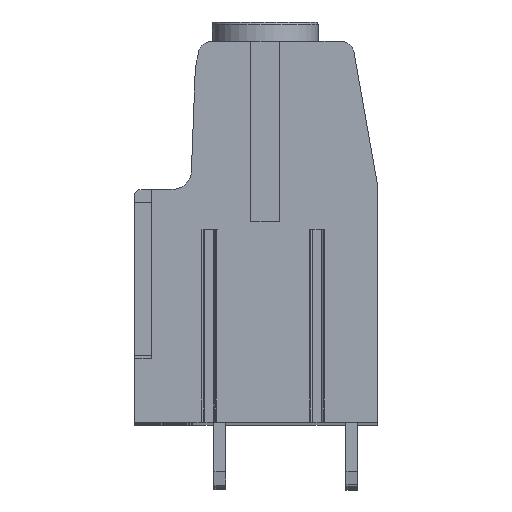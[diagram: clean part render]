
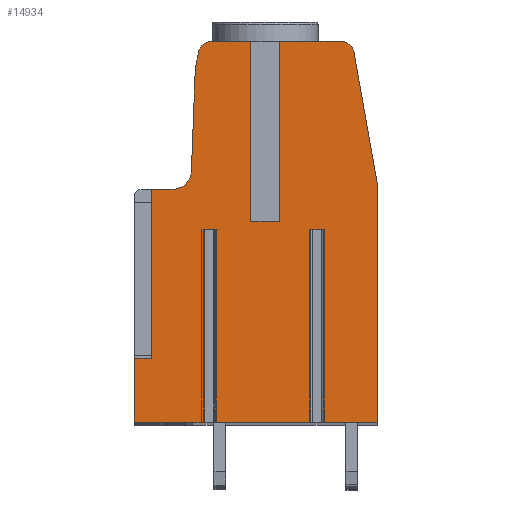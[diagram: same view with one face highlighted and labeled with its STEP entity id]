
A CAD part, top view. The second image highlights one B-rep face of the part: STEP entity #14934.
In plain terms, the highlighted planar face has unit normal (0, 0, 1).
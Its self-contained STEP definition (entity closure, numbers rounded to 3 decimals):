
#16=DIRECTION('',(0.,-1.,0.));
#17=VECTOR('',#16,13.85);
#18=CARTESIAN_POINT('',(1.8,13.9,132.08));
#19=LINE('',#18,#17);
#20=DIRECTION('',(-1.,0.,0.));
#21=VECTOR('',#20,4.762);
#22=CARTESIAN_POINT('',(6.562,13.9,132.08));
#23=LINE('',#22,#21);
#24=CARTESIAN_POINT('',(6.562,12.9,132.08));
#25=DIRECTION('',(0.,0.,1.));
#26=DIRECTION('',(0.985,0.174,0.));
#27=AXIS2_PLACEMENT_3D('',#24,#25,#26);
#29=DIRECTION('',(-0.174,0.985,0.));
#30=VECTOR('',#29,10.381);
#31=CARTESIAN_POINT('',(9.35,2.85,132.08));
#32=LINE('',#31,#30);
#33=DIRECTION('',(0.,1.,0.));
#34=VECTOR('',#33,18.25);
#35=CARTESIAN_POINT('',(9.35,-15.4,132.08));
#36=LINE('',#35,#34);
#37=DIRECTION('',(1.,0.,0.));
#38=VECTOR('',#37,4.173);
#39=CARTESIAN_POINT('',(5.177,-15.4,132.08));
#40=LINE('',#39,#38);
#41=DIRECTION('',(0.,-1.,0.));
#42=VECTOR('',#41,14.8);
#43=CARTESIAN_POINT('',(5.177,-0.6,132.08));
#44=LINE('',#43,#42);
#45=DIRECTION('',(-1.,0.,0.));
#46=VECTOR('',#45,0.955);
#47=CARTESIAN_POINT('',(5.177,-0.6,132.08));
#48=LINE('',#47,#46);
#49=DIRECTION('',(0.,-1.,0.));
#50=VECTOR('',#49,14.8);
#51=CARTESIAN_POINT('',(4.223,-0.6,132.08));
#52=LINE('',#51,#50);
#53=DIRECTION('',(1.,0.,0.));
#54=VECTOR('',#53,7.345);
#55=CARTESIAN_POINT('',(-3.123,-15.4,132.08));
#56=LINE('',#55,#54);
#57=DIRECTION('',(0.,-1.,0.));
#58=VECTOR('',#57,14.8);
#59=CARTESIAN_POINT('',(-3.123,-0.6,132.08));
#60=LINE('',#59,#58);
#61=DIRECTION('',(-1.,0.,0.));
#62=VECTOR('',#61,0.955);
#63=CARTESIAN_POINT('',(-3.123,-0.6,132.08));
#64=LINE('',#63,#62);
#65=DIRECTION('',(0.,-1.,0.));
#66=VECTOR('',#65,14.8);
#67=CARTESIAN_POINT('',(-4.077,-0.6,132.08));
#68=LINE('',#67,#66);
#69=DIRECTION('',(1.,0.,0.));
#70=VECTOR('',#69,5.273);
#71=CARTESIAN_POINT('',(-9.35,-15.4,132.08));
#72=LINE('',#71,#70);
#73=DIRECTION('',(0.,-1.,0.));
#74=VECTOR('',#73,4.9);
#75=CARTESIAN_POINT('',(-9.35,-10.5,132.08));
#76=LINE('',#75,#74);
#77=DIRECTION('',(1.,0.,0.));
#78=VECTOR('',#77,1.3);
#79=CARTESIAN_POINT('',(-9.35,-10.5,132.08));
#80=LINE('',#79,#78);
#81=DIRECTION('',(0.,1.,0.));
#82=VECTOR('',#81,13.);
#83=CARTESIAN_POINT('',(-8.05,-10.5,132.08));
#84=LINE('',#83,#82);
#85=DIRECTION('',(-1.,0.,0.));
#86=VECTOR('',#85,1.578);
#87=CARTESIAN_POINT('',(-6.472,2.5,132.08));
#88=LINE('',#87,#86);
#89=CARTESIAN_POINT('',(-6.472,4.,132.08));
#90=DIRECTION('',(0.,0.,-1.));
#91=DIRECTION('',(0.999,-0.038,0.));
#92=AXIS2_PLACEMENT_3D('',#89,#90,#91);
#94=DIRECTION('',(-0.038,-0.999,0.));
#95=VECTOR('',#94,7.704);
#96=CARTESIAN_POINT('',(-4.681,11.641,132.08));
#97=LINE('',#96,#95);
#98=CARTESIAN_POINT('',(-1.683,11.527,132.08));
#99=DIRECTION('',(0.,0.,1.));
#100=DIRECTION('',(-0.978,0.208,0.));
#101=AXIS2_PLACEMENT_3D('',#98,#99,#100);
#103=DIRECTION('',(-0.208,-0.978,0.));
#104=VECTOR('',#103,0.978);
#105=CARTESIAN_POINT('',(-4.414,13.108,132.08));
#106=LINE('',#105,#104);
#107=CARTESIAN_POINT('',(-3.436,12.9,132.08));
#108=DIRECTION('',(0.,0.,1.));
#109=DIRECTION('',(0.,1.,0.));
#110=AXIS2_PLACEMENT_3D('',#107,#108,#109);
#112=DIRECTION('',(-1.,0.,0.));
#113=VECTOR('',#112,3.036);
#114=CARTESIAN_POINT('',(-0.4,13.9,132.08));
#115=LINE('',#114,#113);
#116=DIRECTION('',(0.,-1.,0.));
#117=VECTOR('',#116,13.85);
#118=CARTESIAN_POINT('',(-0.4,13.9,132.08));
#119=LINE('',#118,#117);
#120=DIRECTION('',(1.,0.,0.));
#121=VECTOR('',#120,2.2);
#122=CARTESIAN_POINT('',(-0.4,0.05,132.08));
#123=LINE('',#122,#121);
#11579=CARTESIAN_POINT('',(9.35,-15.4,132.08));
#11580=CARTESIAN_POINT('',(9.35,2.85,132.08));
#11581=VERTEX_POINT('',#11579);
#11582=VERTEX_POINT('',#11580);
#11583=CARTESIAN_POINT('',(7.547,13.074,132.08));
#11584=VERTEX_POINT('',#11583);
#11585=CARTESIAN_POINT('',(6.562,13.9,132.08));
#11586=VERTEX_POINT('',#11585);
#11587=CARTESIAN_POINT('',(-3.436,13.9,132.08));
#11588=CARTESIAN_POINT('',(-4.414,13.108,132.08));
#11589=VERTEX_POINT('',#11587);
#11590=VERTEX_POINT('',#11588);
#11591=CARTESIAN_POINT('',(-4.617,12.151,132.08));
#11592=VERTEX_POINT('',#11591);
#11593=CARTESIAN_POINT('',(-4.681,11.641,132.08));
#11594=VERTEX_POINT('',#11593);
#11595=CARTESIAN_POINT('',(-4.973,3.943,132.08));
#11596=VERTEX_POINT('',#11595);
#11597=CARTESIAN_POINT('',(-6.472,2.5,132.08));
#11598=VERTEX_POINT('',#11597);
#11715=CARTESIAN_POINT('',(5.177,-15.4,132.08));
#11716=VERTEX_POINT('',#11715);
#11718=CARTESIAN_POINT('',(4.223,-15.4,132.08));
#11720=VERTEX_POINT('',#11718);
#11731=CARTESIAN_POINT('',(-3.123,-15.4,132.08));
#11732=VERTEX_POINT('',#11731);
#11734=CARTESIAN_POINT('',(-4.077,-15.4,132.08));
#11736=VERTEX_POINT('',#11734);
#11741=CARTESIAN_POINT('',(5.177,-0.6,132.08));
#11742=CARTESIAN_POINT('',(4.223,-0.6,132.08));
#11743=VERTEX_POINT('',#11741);
#11744=VERTEX_POINT('',#11742);
#11745=CARTESIAN_POINT('',(-3.123,-0.6,132.08));
#11746=CARTESIAN_POINT('',(-4.077,-0.6,132.08));
#11747=VERTEX_POINT('',#11745);
#11748=VERTEX_POINT('',#11746);
#11749=CARTESIAN_POINT('',(-9.35,-15.4,132.08));
#11750=VERTEX_POINT('',#11749);
#11955=CARTESIAN_POINT('',(-9.35,-10.5,132.08));
#11956=CARTESIAN_POINT('',(-8.05,-10.5,132.08));
#11957=VERTEX_POINT('',#11955);
#11958=VERTEX_POINT('',#11956);
#11959=CARTESIAN_POINT('',(-8.05,2.5,132.08));
#11960=VERTEX_POINT('',#11959);
#12111=CARTESIAN_POINT('',(1.8,13.9,132.08));
#12112=CARTESIAN_POINT('',(1.8,0.05,132.08));
#12113=VERTEX_POINT('',#12111);
#12114=VERTEX_POINT('',#12112);
#12115=CARTESIAN_POINT('',(-0.4,13.9,132.08));
#12116=CARTESIAN_POINT('',(-0.4,0.05,132.08));
#12117=VERTEX_POINT('',#12115);
#12118=VERTEX_POINT('',#12116);
#14875=CARTESIAN_POINT('',(0.,0.,132.08));
#14876=DIRECTION('',(0.,0.,1.));
#14877=DIRECTION('',(1.,0.,0.));
#14878=AXIS2_PLACEMENT_3D('',#14875,#14876,#14877);
#14879=PLANE('',#14878);
#14881=ORIENTED_EDGE('',*,*,#14880,.F.);
#14883=ORIENTED_EDGE('',*,*,#14882,.F.);
#14885=ORIENTED_EDGE('',*,*,#14884,.F.);
#14887=ORIENTED_EDGE('',*,*,#14886,.F.);
#14889=ORIENTED_EDGE('',*,*,#14888,.F.);
#14891=ORIENTED_EDGE('',*,*,#14890,.F.);
#14893=ORIENTED_EDGE('',*,*,#14892,.F.);
#14895=ORIENTED_EDGE('',*,*,#14894,.T.);
#14897=ORIENTED_EDGE('',*,*,#14896,.T.);
#14899=ORIENTED_EDGE('',*,*,#14898,.F.);
#14901=ORIENTED_EDGE('',*,*,#14900,.F.);
#14903=ORIENTED_EDGE('',*,*,#14902,.T.);
#14905=ORIENTED_EDGE('',*,*,#14904,.T.);
#14907=ORIENTED_EDGE('',*,*,#14906,.F.);
#14909=ORIENTED_EDGE('',*,*,#14908,.F.);
#14911=ORIENTED_EDGE('',*,*,#14910,.T.);
#14913=ORIENTED_EDGE('',*,*,#14912,.T.);
#14915=ORIENTED_EDGE('',*,*,#14914,.F.);
#14917=ORIENTED_EDGE('',*,*,#14916,.F.);
#14919=ORIENTED_EDGE('',*,*,#14918,.F.);
#14921=ORIENTED_EDGE('',*,*,#14920,.F.);
#14923=ORIENTED_EDGE('',*,*,#14922,.F.);
#14925=ORIENTED_EDGE('',*,*,#14924,.F.);
#14927=ORIENTED_EDGE('',*,*,#14926,.F.);
#14929=ORIENTED_EDGE('',*,*,#14928,.T.);
#14931=ORIENTED_EDGE('',*,*,#14930,.T.);
#14932=EDGE_LOOP('',(#14881,#14883,#14885,#14887,#14889,#14891,#14893,#14895,
#14897,#14899,#14901,#14903,#14905,#14907,#14909,#14911,#14913,#14915,#14917,
#14919,#14921,#14923,#14925,#14927,#14929,#14931));
#14933=FACE_OUTER_BOUND('',#14932,.F.);
#28=CIRCLE('',#27,1.);
#93=CIRCLE('',#92,1.5);
#102=CIRCLE('',#101,3.);
#111=CIRCLE('',#110,1.);
#14880=EDGE_CURVE('',#12113,#12114,#19,.T.);
#14882=EDGE_CURVE('',#11586,#12113,#23,.T.);
#14884=EDGE_CURVE('',#11584,#11586,#28,.T.);
#14886=EDGE_CURVE('',#11582,#11584,#32,.T.);
#14888=EDGE_CURVE('',#11581,#11582,#36,.T.);
#14890=EDGE_CURVE('',#11716,#11581,#40,.T.);
#14892=EDGE_CURVE('',#11743,#11716,#44,.T.);
#14894=EDGE_CURVE('',#11743,#11744,#48,.T.);
#14896=EDGE_CURVE('',#11744,#11720,#52,.T.);
#14898=EDGE_CURVE('',#11732,#11720,#56,.T.);
#14900=EDGE_CURVE('',#11747,#11732,#60,.T.);
#14902=EDGE_CURVE('',#11747,#11748,#64,.T.);
#14904=EDGE_CURVE('',#11748,#11736,#68,.T.);
#14906=EDGE_CURVE('',#11750,#11736,#72,.T.);
#14908=EDGE_CURVE('',#11957,#11750,#76,.T.);
#14910=EDGE_CURVE('',#11957,#11958,#80,.T.);
#14912=EDGE_CURVE('',#11958,#11960,#84,.T.);
#14914=EDGE_CURVE('',#11598,#11960,#88,.T.);
#14916=EDGE_CURVE('',#11596,#11598,#93,.T.);
#14918=EDGE_CURVE('',#11594,#11596,#97,.T.);
#14920=EDGE_CURVE('',#11592,#11594,#102,.T.);
#14922=EDGE_CURVE('',#11590,#11592,#106,.T.);
#14924=EDGE_CURVE('',#11589,#11590,#111,.T.);
#14926=EDGE_CURVE('',#12117,#11589,#115,.T.);
#14928=EDGE_CURVE('',#12117,#12118,#119,.T.);
#14930=EDGE_CURVE('',#12118,#12114,#123,.T.);
#14934=ADVANCED_FACE('',(#14933),#14879,.T.);
